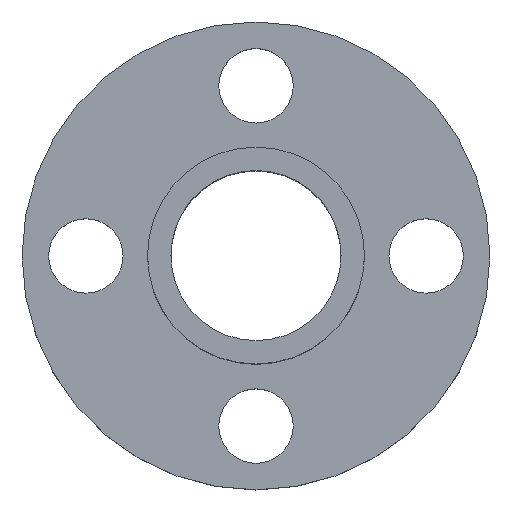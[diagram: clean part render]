
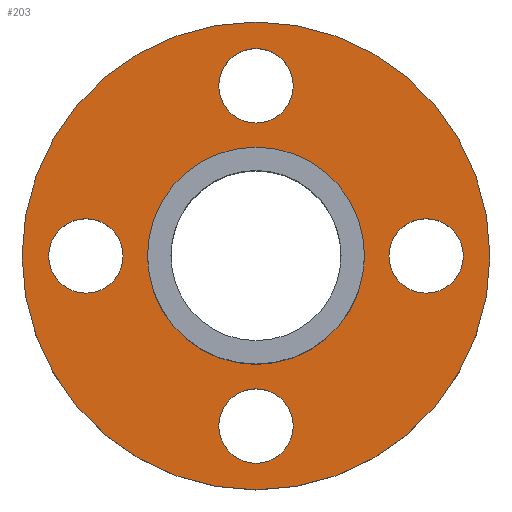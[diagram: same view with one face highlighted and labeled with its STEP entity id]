
A CAD part, top view. The second image highlights one B-rep face of the part: STEP entity #203.
In plain terms, the highlighted planar face has unit normal (0, 0, 1).
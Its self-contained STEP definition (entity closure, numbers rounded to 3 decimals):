
#21=FACE_BOUND('',#58,.T.);
#22=FACE_BOUND('',#59,.T.);
#23=FACE_BOUND('',#60,.T.);
#24=FACE_BOUND('',#61,.T.);
#25=FACE_BOUND('',#62,.T.);
#29=PLANE('',#243);
#39=FACE_OUTER_BOUND('',#57,.T.);
#57=EDGE_LOOP('',(#171));
#58=EDGE_LOOP('',(#172));
#59=EDGE_LOOP('',(#173));
#60=EDGE_LOOP('',(#174));
#61=EDGE_LOOP('',(#175));
#62=EDGE_LOOP('',(#176));
#84=CIRCLE('',#223,5.1);
#92=CIRCLE('',#234,1.75);
#93=CIRCLE('',#236,1.75);
#94=CIRCLE('',#238,1.75);
#95=CIRCLE('',#240,1.75);
#96=CIRCLE('',#242,11.);
#100=VERTEX_POINT('',#319);
#108=VERTEX_POINT('',#339);
#109=VERTEX_POINT('',#343);
#110=VERTEX_POINT('',#347);
#111=VERTEX_POINT('',#351);
#112=VERTEX_POINT('',#355);
#117=EDGE_CURVE('',#100,#100,#84,.T.);
#125=EDGE_CURVE('',#108,#108,#92,.T.);
#127=EDGE_CURVE('',#109,#109,#93,.T.);
#129=EDGE_CURVE('',#110,#110,#94,.T.);
#131=EDGE_CURVE('',#111,#111,#95,.T.);
#133=EDGE_CURVE('',#112,#112,#96,.T.);
#171=ORIENTED_EDGE('',*,*,#133,.T.);
#172=ORIENTED_EDGE('',*,*,#117,.T.);
#173=ORIENTED_EDGE('',*,*,#131,.T.);
#174=ORIENTED_EDGE('',*,*,#129,.T.);
#175=ORIENTED_EDGE('',*,*,#127,.T.);
#176=ORIENTED_EDGE('',*,*,#125,.T.);
#203=ADVANCED_FACE('',(#39,#21,#22,#23,#24,#25),#29,.T.);
#223=AXIS2_PLACEMENT_3D('',#321,#256,#257);
#234=AXIS2_PLACEMENT_3D('',#340,#278,#279);
#236=AXIS2_PLACEMENT_3D('',#344,#283,#284);
#238=AXIS2_PLACEMENT_3D('',#348,#288,#289);
#240=AXIS2_PLACEMENT_3D('',#352,#293,#294);
#242=AXIS2_PLACEMENT_3D('',#356,#298,#299);
#243=AXIS2_PLACEMENT_3D('',#358,#301,#302);
#256=DIRECTION('center_axis',(0.,0.,-1.));
#257=DIRECTION('ref_axis',(1.,0.,0.));
#278=DIRECTION('center_axis',(0.,0.,-1.));
#279=DIRECTION('ref_axis',(1.,0.,0.));
#283=DIRECTION('center_axis',(0.,0.,-1.));
#284=DIRECTION('ref_axis',(1.,0.,0.));
#288=DIRECTION('center_axis',(0.,0.,-1.));
#289=DIRECTION('ref_axis',(1.,0.,0.));
#293=DIRECTION('center_axis',(0.,0.,-1.));
#294=DIRECTION('ref_axis',(1.,0.,0.));
#298=DIRECTION('center_axis',(0.,0.,1.));
#299=DIRECTION('ref_axis',(1.,0.,0.));
#301=DIRECTION('center_axis',(0.,0.,1.));
#302=DIRECTION('ref_axis',(1.,0.,0.));
#319=CARTESIAN_POINT('',(-5.1,0.,3.5));
#321=CARTESIAN_POINT('Origin',(0.,0.,3.5));
#339=CARTESIAN_POINT('',(-1.75,8.,3.5));
#340=CARTESIAN_POINT('Origin',(0.,8.,3.5));
#343=CARTESIAN_POINT('',(6.25,0.,3.5));
#344=CARTESIAN_POINT('Origin',(8.,0.,3.5));
#347=CARTESIAN_POINT('',(-1.75,-8.,3.5));
#348=CARTESIAN_POINT('Origin',(0.,-8.,3.5));
#351=CARTESIAN_POINT('',(-9.75,0.,3.5));
#352=CARTESIAN_POINT('Origin',(-8.,0.,3.5));
#355=CARTESIAN_POINT('',(-11.,0.,3.5));
#356=CARTESIAN_POINT('Origin',(0.,0.,3.5));
#358=CARTESIAN_POINT('Origin',(0.,0.,3.5));
